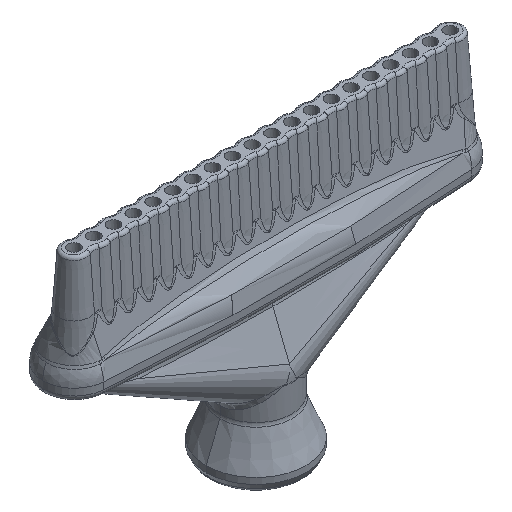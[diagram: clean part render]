
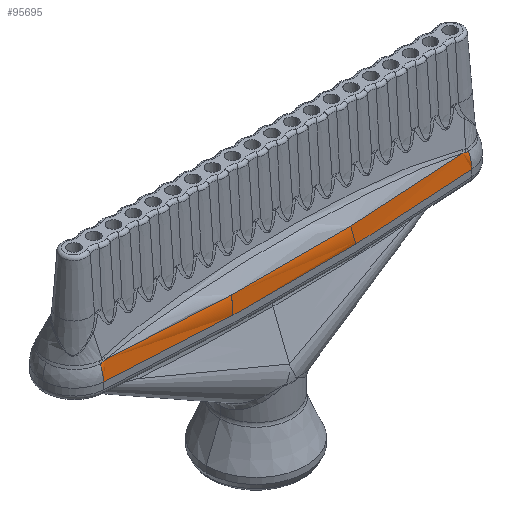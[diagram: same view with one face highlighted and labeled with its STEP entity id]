
A CAD part, isometric view. The second image highlights one B-rep face of the part: STEP entity #95695.
In plain terms, the highlighted toroidal (fillet/blend) face has major radius 355.896 mm and minor radius 362.321 mm.
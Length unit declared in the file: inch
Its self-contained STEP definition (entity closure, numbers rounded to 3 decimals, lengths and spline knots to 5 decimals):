
#25376 = CARTESIAN_POINT ( 'NONE',  ( 1.18561, -0.18227, 0.09078 ) ) ;
#25513 = DIRECTION ( 'NONE',  ( 0., 0., 1. ) ) ;
#25515 = DIRECTION ( 'NONE',  ( -1., 0., 0. ) ) ;
#25517 = CARTESIAN_POINT ( 'NONE',  ( 1.18561, 0., 0. ) ) ;
#25518 = AXIS2_PLACEMENT_3D ( 'NONE', #25517, #25515, #25513 ) ;
#25520 = CIRCLE ( 'NONE', #25518, 0.20362 ) ;
#26773 = CARTESIAN_POINT ( 'NONE',  ( -1.16552, -0.18272, 0.09356 ) ) ;
#26829 = CARTESIAN_POINT ( 'NONE',  ( -1.16552, -0.18272, 0.09356 ) ) ;
#26830 = CARTESIAN_POINT ( 'NONE',  ( -1.16045, -0.18253, 0.09485 ) ) ;
#26832 = CARTESIAN_POINT ( 'NONE',  ( -1.15536, -0.18235, 0.0961 ) ) ;
#26834 = CARTESIAN_POINT ( 'NONE',  ( -1.15027, -0.18217, 0.0973 ) ) ;
#26840 = B_SPLINE_CURVE_WITH_KNOTS ( 'NONE', 3,
 ( #26834, #26832, #26830, #26829 ),
 .UNSPECIFIED., .F., .F.,
 ( 4, 4 ),
 ( 0., 0.0004 ),
 .UNSPECIFIED. ) ;
#26867 = CARTESIAN_POINT ( 'NONE',  ( -1.18561, -0.18227, 0.09078 ) ) ;
#27907 = CARTESIAN_POINT ( 'NONE',  ( -1.15027, -0.18217, 0.0973 ) ) ;
#28007 = CARTESIAN_POINT ( 'NONE',  ( 1.16552, -0.18272, 0.09356 ) ) ;
#28049 = CARTESIAN_POINT ( 'NONE',  ( 1.16552, -0.18272, 0.09356 ) ) ;
#28051 = CARTESIAN_POINT ( 'NONE',  ( 1.17212, -0.18297, 0.09189 ) ) ;
#28052 = CARTESIAN_POINT ( 'NONE',  ( 1.17882, -0.18282, 0.09094 ) ) ;
#28054 = CARTESIAN_POINT ( 'NONE',  ( 1.18561, -0.18227, 0.09078 ) ) ;
#28060 = B_SPLINE_CURVE_WITH_KNOTS ( 'NONE', 3,
 ( #28054, #28052, #28051, #28049 ),
 .UNSPECIFIED., .F., .F.,
 ( 4, 4 ),
 ( 0., 0.00052 ),
 .UNSPECIFIED. ) ;
#28189 = CARTESIAN_POINT ( 'NONE',  ( 1.15027, -0.18217, 0.0973 ) ) ;
#28190 = CARTESIAN_POINT ( 'NONE',  ( 1.15536, -0.18235, 0.0961 ) ) ;
#28191 = CARTESIAN_POINT ( 'NONE',  ( 1.16045, -0.18253, 0.09485 ) ) ;
#28193 = CARTESIAN_POINT ( 'NONE',  ( 1.16552, -0.18272, 0.09356 ) ) ;
#28200 = B_SPLINE_CURVE_WITH_KNOTS ( 'NONE', 3,
 ( #28193, #28191, #28190, #28189 ),
 .UNSPECIFIED., .F., .F.,
 ( 4, 4 ),
 ( 0., 0.0004 ),
 .UNSPECIFIED. ) ;
#28214 = CARTESIAN_POINT ( 'NONE',  ( 1.15027, -0.18217, 0.0973 ) ) ;
#30023 = CARTESIAN_POINT ( 'NONE',  ( -1.17212, -0.18297, 0.09189 ) ) ;
#30025 = CARTESIAN_POINT ( 'NONE',  ( -1.16552, -0.18272, 0.09356 ) ) ;
#30032 = B_SPLINE_CURVE_WITH_KNOTS ( 'NONE', 3,
 ( #30025, #30023, #30182, #30180 ),
 .UNSPECIFIED., .F., .F.,
 ( 4, 4 ),
 ( 0., 0.00052 ),
 .UNSPECIFIED. ) ;
#30180 = CARTESIAN_POINT ( 'NONE',  ( -1.18561, -0.18227, 0.09078 ) ) ;
#30182 = CARTESIAN_POINT ( 'NONE',  ( -1.17882, -0.18282, 0.09094 ) ) ;
#30348 = TOROIDAL_SURFACE ( 'NONE', #30413, -14.01164, 14.26462 ) ;
#30356 = FACE_OUTER_BOUND ( 'NONE', #95698, .T. ) ;
#30401 = DIRECTION ( 'NONE',  ( -1., 0., 0. ) ) ;
#30403 = DIRECTION ( 'NONE',  ( 0., 0., -1. ) ) ;
#30405 = CARTESIAN_POINT ( 'NONE',  ( 0., 14.01164, 0. ) ) ;
#30406 = AXIS2_PLACEMENT_3D ( 'NONE', #30405, #30403, #30401 ) ;
#30407 = CIRCLE ( 'NONE', #30406, 14.26462 ) ;
#30410 = DIRECTION ( 'NONE',  ( 0., 0., 1. ) ) ;
#30411 = DIRECTION ( 'NONE',  ( -1., 0., 0. ) ) ;
#30412 = CARTESIAN_POINT ( 'NONE',  ( 0., 0., 0. ) ) ;
#30413 = AXIS2_PLACEMENT_3D ( 'NONE', #30412, #30411, #30410 ) ;
#31613 = CARTESIAN_POINT ( 'NONE',  ( -0.38466, -0.22932, 0.0973 ) ) ;
#31615 = CARTESIAN_POINT ( 'NONE',  ( -0.19306, -0.2335, 0.0973 ) ) ;
#31617 = CARTESIAN_POINT ( 'NONE',  ( 0.19036, -0.23354, 0.0973 ) ) ;
#31619 = CARTESIAN_POINT ( 'NONE',  ( 0.38218, -0.22939, 0.0973 ) ) ;
#31620 = CARTESIAN_POINT ( 'NONE',  ( 0.76605, -0.2125, 0.0973 ) ) ;
#31622 = CARTESIAN_POINT ( 'NONE',  ( 0.95809, -0.1998, 0.0973 ) ) ;
#31624 = CARTESIAN_POINT ( 'NONE',  ( 1.15027, -0.18217, 0.0973 ) ) ;
#31637 = B_SPLINE_CURVE_WITH_KNOTS ( 'NONE', 3,
 ( #31624, #31622, #31620, #31619, #31617, #31615, #31613, #31765, #31764, #31762 ),
 .UNSPECIFIED., .F., .F.,
 ( 4, 2, 2, 2, 4 ),
 ( 0.07929, 0.09413, 0.10897, 0.12382, 0.13866 ),
 .UNSPECIFIED. ) ;
#31702 = DIRECTION ( 'NONE',  ( 0., 0., 1. ) ) ;
#31704 = DIRECTION ( 'NONE',  ( -1., 0., 0. ) ) ;
#31706 = CARTESIAN_POINT ( 'NONE',  ( -1.18561, 0., 0. ) ) ;
#31707 = AXIS2_PLACEMENT_3D ( 'NONE', #31706, #31704, #31702 ) ;
#31709 = CIRCLE ( 'NONE', #31707, 0.20362 ) ;
#31716 = CARTESIAN_POINT ( 'NONE',  ( -1.18561, -0.20362, 0. ) ) ;
#31762 = CARTESIAN_POINT ( 'NONE',  ( -1.15027, -0.18217, 0.0973 ) ) ;
#31764 = CARTESIAN_POINT ( 'NONE',  ( -0.95902, -0.19971, 0.0973 ) ) ;
#31765 = CARTESIAN_POINT ( 'NONE',  ( -0.76764, -0.2124, 0.0973 ) ) ;
#93103 = VERTEX_POINT ( 'NONE', #114555 ) ;
#95386 = VERTEX_POINT ( 'NONE', #25376 ) ;
#95390 = EDGE_CURVE ( 'NONE', #93103, #95386, #25520, .T. ) ;
#95522 = VERTEX_POINT ( 'NONE', #26773 ) ;
#95526 = EDGE_CURVE ( 'NONE', #95562, #95522, #26840, .T. ) ;
#95542 = VERTEX_POINT ( 'NONE', #26867 ) ;
#95562 = VERTEX_POINT ( 'NONE', #27907 ) ;
#95576 = VERTEX_POINT ( 'NONE', #28007 ) ;
#95580 = EDGE_CURVE ( 'NONE', #95386, #95576, #28060, .T. ) ;
#95600 = VERTEX_POINT ( 'NONE', #28214 ) ;
#95604 = EDGE_CURVE ( 'NONE', #95576, #95600, #28200, .T. ) ;
#95665 = EDGE_CURVE ( 'NONE', #95522, #95542, #30032, .T. ) ;
#95695 = ADVANCED_FACE ( 'NONE', ( #30356 ), #30348, .T. ) ;
#95698 = EDGE_LOOP ( 'NONE', ( #95700, #95702, #95706, #95708, #95837, #95839, #95843, #95845 ) ) ;
#95700 = ORIENTED_EDGE ( 'NONE', *, *, #95870, .F. ) ;
#95702 = ORIENTED_EDGE ( 'NONE', *, *, #95704, .F. ) ;
#95704 = EDGE_CURVE ( 'NONE', #93103, #95867, #30407, .T. ) ;
#95706 = ORIENTED_EDGE ( 'NONE', *, *, #95390, .T. ) ;
#95708 = ORIENTED_EDGE ( 'NONE', *, *, #95580, .T. ) ;
#95837 = ORIENTED_EDGE ( 'NONE', *, *, #95604, .T. ) ;
#95839 = ORIENTED_EDGE ( 'NONE', *, *, #95841, .T. ) ;
#95841 = EDGE_CURVE ( 'NONE', #95600, #95562, #31637, .T. ) ;
#95843 = ORIENTED_EDGE ( 'NONE', *, *, #95526, .T. ) ;
#95845 = ORIENTED_EDGE ( 'NONE', *, *, #95665, .T. ) ;
#95867 = VERTEX_POINT ( 'NONE', #31716 ) ;
#95870 = EDGE_CURVE ( 'NONE', #95867, #95542, #31709, .T. ) ;
#114555 = CARTESIAN_POINT ( 'NONE',  ( 1.18561, -0.20362, 0. ) ) ;
